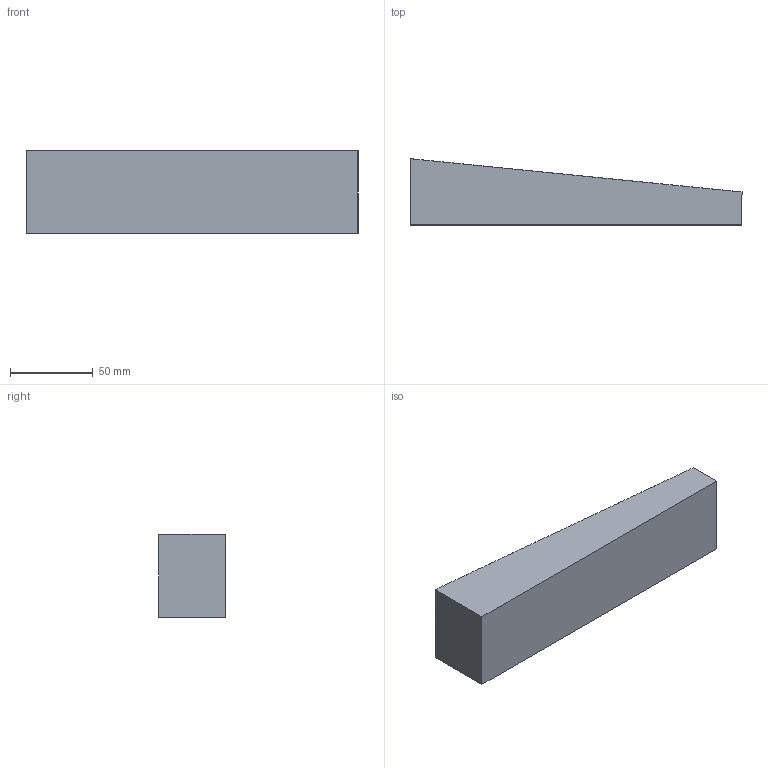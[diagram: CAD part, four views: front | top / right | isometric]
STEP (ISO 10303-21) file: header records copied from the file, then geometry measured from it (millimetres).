
FILE_DESCRIPTION (( 'STEP AP203' ), '1' );
FILE_NAME ('Modèle 1 - Marches avec rognage 1cm tout le long.STEP', '2018-08-02T21:12:06', ( '' ), ( '' ), 'SwSTEP 2.0', 'SolidWorks 2018', '' );
FILE_SCHEMA (( 'CONFIG_CONTROL_DESIGN' ));
Length unit declared in the file: millimetre
Products named in the file (1): Modèle 1 - Marches avec rognage 1cm tout le long
Bounding box: 200 x 39.8 x 50 mm (x, y, z)
Volume: 299000 mm3; surface area: 35940 mm2
Topology: 1 solids, 1 shells, 204 faces, 606 edges, 404 vertices
Faces by surface type: plane 204
Entity records: 6767 total; most frequent: CARTESIAN_POINT 1215, ORIENTED_EDGE 1212, DIRECTION 1016, VECTOR 606, EDGE_CURVE 606, LINE 606, VERTEX_POINT 404, AXIS2_PLACEMENT_3D 205
